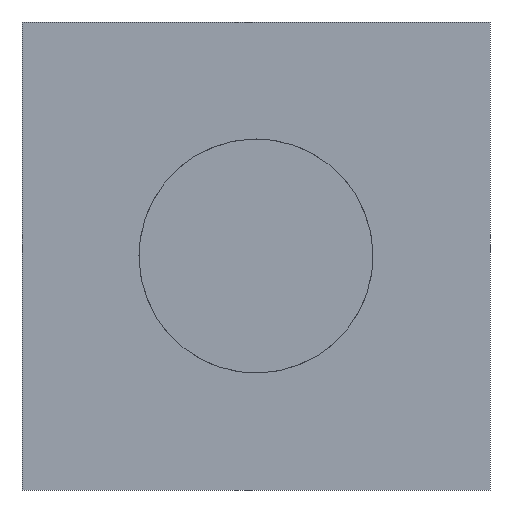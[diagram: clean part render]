
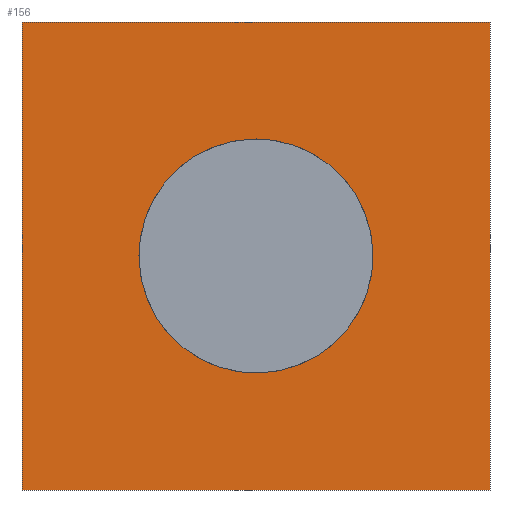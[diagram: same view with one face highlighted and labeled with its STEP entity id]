
A CAD part, front view. The second image highlights one B-rep face of the part: STEP entity #156.
In plain terms, the highlighted planar face has unit normal (0, -1, 0).
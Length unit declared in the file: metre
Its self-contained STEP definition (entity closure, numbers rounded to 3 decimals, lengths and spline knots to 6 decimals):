
#12=LINE('',#261,#24);
#16=LINE('',#269,#28);
#19=LINE('',#275,#31);
#21=LINE('',#278,#33);
#24=VECTOR('',#218,1.);
#28=VECTOR('',#224,1.);
#31=VECTOR('',#229,1.);
#33=VECTOR('',#233,1.);
#52=PLANE('',#197);
#76=ORIENTED_EDGE('',*,*,#90,.F.);
#77=ORIENTED_EDGE('',*,*,#94,.T.);
#78=ORIENTED_EDGE('',*,*,#97,.T.);
#79=ORIENTED_EDGE('',*,*,#99,.F.);
#80=ORIENTED_EDGE('',*,*,#100,.F.);
#90=EDGE_CURVE('',#106,#107,#12,.T.);
#94=EDGE_CURVE('',#106,#109,#16,.T.);
#97=EDGE_CURVE('',#109,#111,#19,.T.);
#99=EDGE_CURVE('',#107,#111,#21,.T.);
#100=EDGE_CURVE('',#112,#112,#116,.T.);
#106=VERTEX_POINT('',#260);
#107=VERTEX_POINT('',#262);
#109=VERTEX_POINT('',#268);
#111=VERTEX_POINT('',#274);
#112=VERTEX_POINT('',#281);
#116=CIRCLE('',#195,0.25);
#128=EDGE_LOOP('',(#76,#77,#78,#79));
#129=EDGE_LOOP('',(#80));
#142=FACE_BOUND('',#128,.T.);
#143=FACE_BOUND('',#129,.T.);
#156=ADVANCED_FACE('',(#142,#143),#52,.T.);
#195=AXIS2_PLACEMENT_3D('',#280,#236,#237);
#197=AXIS2_PLACEMENT_3D('',#284,#240,#241);
#218=DIRECTION('',(0.,0.,1.));
#224=DIRECTION('',(1.,0.,0.));
#229=DIRECTION('',(0.,0.,1.));
#233=DIRECTION('',(1.,0.,0.));
#236=DIRECTION('',(0.,-1.,0.));
#237=DIRECTION('',(0.,0.,-1.));
#240=DIRECTION('',(0.,-1.,0.));
#241=DIRECTION('',(1.,0.,0.));
#260=CARTESIAN_POINT('',(-0.5,-1.,-0.5));
#261=CARTESIAN_POINT('',(-0.5,-1.,0.));
#262=CARTESIAN_POINT('',(-0.5,-1.,0.5));
#268=CARTESIAN_POINT('',(0.5,-1.,-0.5));
#269=CARTESIAN_POINT('',(0.,-1.,-0.5));
#274=CARTESIAN_POINT('',(0.5,-1.,0.5));
#275=CARTESIAN_POINT('',(0.5,-1.,0.));
#278=CARTESIAN_POINT('',(0.,-1.,0.5));
#280=CARTESIAN_POINT('',(0.,-1.,0.));
#281=CARTESIAN_POINT('',(0.,-1.,-0.25));
#284=CARTESIAN_POINT('',(0.,-1.,0.));
